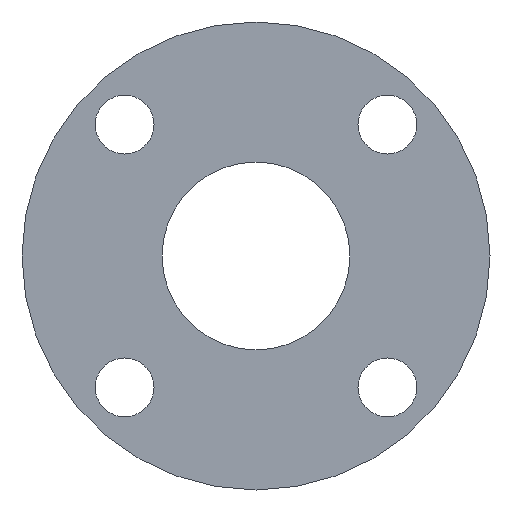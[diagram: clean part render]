
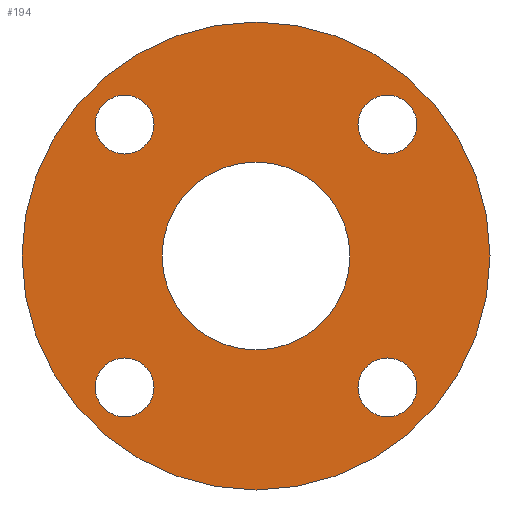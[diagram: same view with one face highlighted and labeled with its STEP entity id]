
A CAD part, left-side view. The second image highlights one B-rep face of the part: STEP entity #194.
In plain terms, the highlighted planar face has unit normal (-1, 0, 0).
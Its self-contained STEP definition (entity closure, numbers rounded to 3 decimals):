
#9 = CIRCLE ( 'NONE', #409, 9.55 ) ;
#13 = FACE_BOUND ( 'NONE', #352, .T. ) ;
#14 = VERTEX_POINT ( 'NONE', #153 ) ;
#16 = DIRECTION ( 'NONE',  ( 0., 0., -1. ) ) ;
#18 = CIRCLE ( 'NONE', #323, 76. ) ;
#26 = AXIS2_PLACEMENT_3D ( 'NONE', #422, #215, #380 ) ;
#27 = ORIENTED_EDGE ( 'NONE', *, *, #465, .T. ) ;
#28 = DIRECTION ( 'NONE',  ( 1., 0., 0. ) ) ;
#29 = EDGE_CURVE ( 'NONE', #388, #283, #325, .T. ) ;
#34 = AXIS2_PLACEMENT_3D ( 'NONE', #198, #359, #111 ) ;
#41 = CARTESIAN_POINT ( 'NONE',  ( -1.5, 42.674, -42.674 ) ) ;
#44 = AXIS2_PLACEMENT_3D ( 'NONE', #479, #109, #16 ) ;
#51 = VERTEX_POINT ( 'NONE', #83 ) ;
#63 = EDGE_CURVE ( 'NONE', #311, #268, #9, .T. ) ;
#67 = ORIENTED_EDGE ( 'NONE', *, *, #339, .T. ) ;
#74 = EDGE_CURVE ( 'NONE', #51, #347, #483, .T. ) ;
#83 = CARTESIAN_POINT ( 'NONE',  ( -1.5, 0., -76. ) ) ;
#90 = DIRECTION ( 'NONE',  ( 0., 0., -1. ) ) ;
#97 = ORIENTED_EDGE ( 'NONE', *, *, #63, .T. ) ;
#102 = DIRECTION ( 'NONE',  ( 1., 0., 0. ) ) ;
#109 = DIRECTION ( 'NONE',  ( 1., 0., 0. ) ) ;
#111 = DIRECTION ( 'NONE',  ( 0., 0., -1. ) ) ;
#113 = ORIENTED_EDGE ( 'NONE', *, *, #29, .T. ) ;
#114 = EDGE_LOOP ( 'NONE', ( #516, #358 ) ) ;
#118 = CIRCLE ( 'NONE', #224, 9.55 ) ;
#124 = EDGE_LOOP ( 'NONE', ( #27, #97 ) ) ;
#125 = DIRECTION ( 'NONE',  ( 1., 0., 0. ) ) ;
#133 = FACE_BOUND ( 'NONE', #263, .T. ) ;
#139 = FACE_BOUND ( 'NONE', #114, .T. ) ;
#144 = AXIS2_PLACEMENT_3D ( 'NONE', #453, #327, #204 ) ;
#153 = CARTESIAN_POINT ( 'NONE',  ( -1.5, 0., 30.5 ) ) ;
#154 = CIRCLE ( 'NONE', #26, 9.55 ) ;
#157 = DIRECTION ( 'NONE',  ( 0., 0., -1. ) ) ;
#165 = AXIS2_PLACEMENT_3D ( 'NONE', #510, #125, #417 ) ;
#173 = EDGE_CURVE ( 'NONE', #14, #349, #237, .T. ) ;
#176 = CARTESIAN_POINT ( 'NONE',  ( -1.5, 0., 76. ) ) ;
#179 = CARTESIAN_POINT ( 'NONE',  ( -1.5, 0., 0. ) ) ;
#186 = FACE_BOUND ( 'NONE', #273, .T. ) ;
#188 = CIRCLE ( 'NONE', #272, 9.55 ) ;
#194 = ADVANCED_FACE ( 'NONE', ( #513, #13, #186, #139, #133, #389 ), #306, .F. ) ;
#195 = DIRECTION ( 'NONE',  ( 1., 0., 0. ) ) ;
#198 = CARTESIAN_POINT ( 'NONE',  ( -1.5, -42.674, -42.674 ) ) ;
#204 = DIRECTION ( 'NONE',  ( 0., 0., -1. ) ) ;
#207 = AXIS2_PLACEMENT_3D ( 'NONE', #179, #387, #384 ) ;
#209 = CARTESIAN_POINT ( 'NONE',  ( -1.5, 0., -30.5 ) ) ;
#210 = CIRCLE ( 'NONE', #44, 9.55 ) ;
#215 = DIRECTION ( 'NONE',  ( 1., 0., 0. ) ) ;
#217 = DIRECTION ( 'NONE',  ( 0., 0., -1. ) ) ;
#219 = DIRECTION ( 'NONE',  ( 1., 0., 0. ) ) ;
#224 = AXIS2_PLACEMENT_3D ( 'NONE', #41, #219, #90 ) ;
#233 = ORIENTED_EDGE ( 'NONE', *, *, #290, .F. ) ;
#235 = DIRECTION ( 'NONE',  ( 0., 0., -1. ) ) ;
#237 = CIRCLE ( 'NONE', #207, 30.5 ) ;
#246 = AXIS2_PLACEMENT_3D ( 'NONE', #399, #28, #334 ) ;
#253 = ORIENTED_EDGE ( 'NONE', *, *, #313, .T. ) ;
#263 = EDGE_LOOP ( 'NONE', ( #385, #434 ) ) ;
#265 = DIRECTION ( 'NONE',  ( 1., 0., 0. ) ) ;
#268 = VERTEX_POINT ( 'NONE', #348 ) ;
#270 = EDGE_CURVE ( 'NONE', #375, #406, #210, .T. ) ;
#272 = AXIS2_PLACEMENT_3D ( 'NONE', #310, #102, #528 ) ;
#273 = EDGE_LOOP ( 'NONE', ( #520, #253 ) ) ;
#277 = CARTESIAN_POINT ( 'NONE',  ( -1.5, -42.674, 42.674 ) ) ;
#283 = VERTEX_POINT ( 'NONE', #354 ) ;
#285 = EDGE_CURVE ( 'NONE', #406, #375, #188, .T. ) ;
#290 = EDGE_CURVE ( 'NONE', #347, #51, #18, .T. ) ;
#297 = ORIENTED_EDGE ( 'NONE', *, *, #74, .F. ) ;
#303 = CARTESIAN_POINT ( 'NONE',  ( -1.5, 42.674, 33.124 ) ) ;
#306 = PLANE ( 'NONE',  #518 ) ;
#307 = CIRCLE ( 'NONE', #521, 30.5 ) ;
#310 = CARTESIAN_POINT ( 'NONE',  ( -1.5, 42.674, 42.674 ) ) ;
#311 = VERTEX_POINT ( 'NONE', #370 ) ;
#313 = EDGE_CURVE ( 'NONE', #458, #428, #118, .T. ) ;
#317 = CARTESIAN_POINT ( 'NONE',  ( -1.5, 0., 0. ) ) ;
#323 = AXIS2_PLACEMENT_3D ( 'NONE', #317, #195, #357 ) ;
#325 = CIRCLE ( 'NONE', #34, 9.55 ) ;
#327 = DIRECTION ( 'NONE',  ( 1., 0., 0. ) ) ;
#329 = CARTESIAN_POINT ( 'NONE',  ( -1.5, 42.674, -33.124 ) ) ;
#330 = EDGE_LOOP ( 'NONE', ( #297, #233 ) ) ;
#334 = DIRECTION ( 'NONE',  ( 0., 0., -1. ) ) ;
#339 = EDGE_CURVE ( 'NONE', #283, #388, #426, .T. ) ;
#346 = EDGE_CURVE ( 'NONE', #428, #458, #154, .T. ) ;
#347 = VERTEX_POINT ( 'NONE', #176 ) ;
#348 = CARTESIAN_POINT ( 'NONE',  ( -1.5, -42.674, 33.124 ) ) ;
#349 = VERTEX_POINT ( 'NONE', #209 ) ;
#352 = EDGE_LOOP ( 'NONE', ( #67, #113 ) ) ;
#354 = CARTESIAN_POINT ( 'NONE',  ( -1.5, -42.674, -52.224 ) ) ;
#357 = DIRECTION ( 'NONE',  ( 0., 0., -1. ) ) ;
#358 = ORIENTED_EDGE ( 'NONE', *, *, #173, .T. ) ;
#359 = DIRECTION ( 'NONE',  ( 1., 0., 0. ) ) ;
#363 = DIRECTION ( 'NONE',  ( 1., 0., 0. ) ) ;
#370 = CARTESIAN_POINT ( 'NONE',  ( -1.5, -42.674, 52.224 ) ) ;
#373 = CARTESIAN_POINT ( 'NONE',  ( -1.5, -42.674, -33.124 ) ) ;
#375 = VERTEX_POINT ( 'NONE', #303 ) ;
#380 = DIRECTION ( 'NONE',  ( 0., 0., -1. ) ) ;
#383 = CIRCLE ( 'NONE', #144, 9.55 ) ;
#384 = DIRECTION ( 'NONE',  ( 0., 0., -1. ) ) ;
#385 = ORIENTED_EDGE ( 'NONE', *, *, #270, .T. ) ;
#387 = DIRECTION ( 'NONE',  ( 1., 0., 0. ) ) ;
#388 = VERTEX_POINT ( 'NONE', #373 ) ;
#389 = FACE_OUTER_BOUND ( 'NONE', #330, .T. ) ;
#399 = CARTESIAN_POINT ( 'NONE',  ( -1.5, 0., 0. ) ) ;
#406 = VERTEX_POINT ( 'NONE', #502 ) ;
#409 = AXIS2_PLACEMENT_3D ( 'NONE', #277, #363, #235 ) ;
#417 = DIRECTION ( 'NONE',  ( 0., 0., -1. ) ) ;
#422 = CARTESIAN_POINT ( 'NONE',  ( -1.5, 42.674, -42.674 ) ) ;
#426 = CIRCLE ( 'NONE', #165, 9.55 ) ;
#428 = VERTEX_POINT ( 'NONE', #537 ) ;
#434 = ORIENTED_EDGE ( 'NONE', *, *, #285, .T. ) ;
#451 = DIRECTION ( 'NONE',  ( 1., 0., 0. ) ) ;
#453 = CARTESIAN_POINT ( 'NONE',  ( -1.5, -42.674, 42.674 ) ) ;
#458 = VERTEX_POINT ( 'NONE', #329 ) ;
#465 = EDGE_CURVE ( 'NONE', #268, #311, #383, .T. ) ;
#476 = CARTESIAN_POINT ( 'NONE',  ( -1.5, 0., 0. ) ) ;
#479 = CARTESIAN_POINT ( 'NONE',  ( -1.5, 42.674, 42.674 ) ) ;
#483 = CIRCLE ( 'NONE', #246, 76. ) ;
#487 = CARTESIAN_POINT ( 'NONE',  ( -1.5, 0., 0. ) ) ;
#502 = CARTESIAN_POINT ( 'NONE',  ( -1.5, 42.674, 52.224 ) ) ;
#510 = CARTESIAN_POINT ( 'NONE',  ( -1.5, -42.674, -42.674 ) ) ;
#513 = FACE_BOUND ( 'NONE', #124, .T. ) ;
#516 = ORIENTED_EDGE ( 'NONE', *, *, #544, .T. ) ;
#518 = AXIS2_PLACEMENT_3D ( 'NONE', #476, #265, #217 ) ;
#520 = ORIENTED_EDGE ( 'NONE', *, *, #346, .T. ) ;
#521 = AXIS2_PLACEMENT_3D ( 'NONE', #487, #451, #157 ) ;
#528 = DIRECTION ( 'NONE',  ( 0., 0., -1. ) ) ;
#537 = CARTESIAN_POINT ( 'NONE',  ( -1.5, 42.674, -52.224 ) ) ;
#544 = EDGE_CURVE ( 'NONE', #349, #14, #307, .T. ) ;
